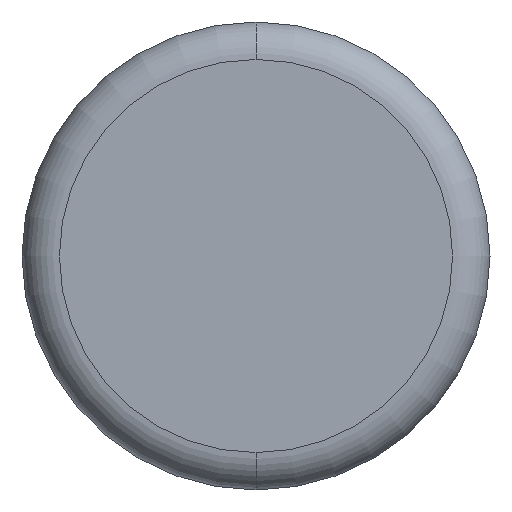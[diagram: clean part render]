
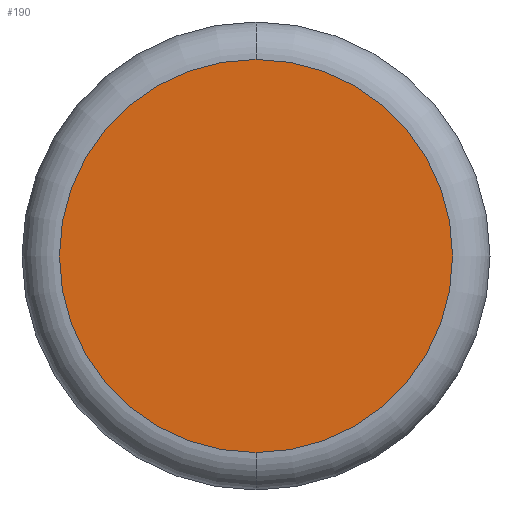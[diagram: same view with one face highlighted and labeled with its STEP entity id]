
A CAD part, front view. The second image highlights one B-rep face of the part: STEP entity #190.
In plain terms, the highlighted planar face has unit normal (0, -1, 0).
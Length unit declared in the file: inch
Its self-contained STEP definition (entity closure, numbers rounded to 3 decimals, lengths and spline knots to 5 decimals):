
#4 = DIRECTION ( 'NONE',  ( 0., -1., 0. ) ) ;
#33 = PLANE ( 'NONE',  #435 ) ;
#42 = ORIENTED_EDGE ( 'NONE', *, *, #393, .T. ) ;
#55 = CIRCLE ( 'NONE', #546, 0.1575 ) ;
#77 = CARTESIAN_POINT ( 'NONE',  ( 0., 0., -0.1575 ) ) ;
#97 = VERTEX_POINT ( 'NONE', #77 ) ;
#158 = DIRECTION ( 'NONE',  ( 0., 0., -1. ) ) ;
#181 = AXIS2_PLACEMENT_3D ( 'NONE', #535, #211, #158 ) ;
#190 = ADVANCED_FACE ( 'NONE', ( #494 ), #33, .T. ) ;
#194 = DIRECTION ( 'NONE',  ( 0., 0., -1. ) ) ;
#211 = DIRECTION ( 'NONE',  ( 0., -1., 0. ) ) ;
#217 = CARTESIAN_POINT ( 'NONE',  ( 0., 0., 0.1575 ) ) ;
#222 = CIRCLE ( 'NONE', #181, 0.1575 ) ;
#238 = CARTESIAN_POINT ( 'NONE',  ( 0., 0., 0. ) ) ;
#248 = VERTEX_POINT ( 'NONE', #217 ) ;
#250 = CARTESIAN_POINT ( 'NONE',  ( 0., 0., 0. ) ) ;
#319 = ORIENTED_EDGE ( 'NONE', *, *, #536, .T. ) ;
#351 = DIRECTION ( 'NONE',  ( 0., -1., 0. ) ) ;
#393 = EDGE_CURVE ( 'NONE', #248, #97, #222, .T. ) ;
#435 = AXIS2_PLACEMENT_3D ( 'NONE', #250, #351, #466 ) ;
#450 = EDGE_LOOP ( 'NONE', ( #319, #42 ) ) ;
#466 = DIRECTION ( 'NONE',  ( 0., 0., -1. ) ) ;
#494 = FACE_OUTER_BOUND ( 'NONE', #450, .T. ) ;
#535 = CARTESIAN_POINT ( 'NONE',  ( 0., 0., 0. ) ) ;
#536 = EDGE_CURVE ( 'NONE', #97, #248, #55, .T. ) ;
#546 = AXIS2_PLACEMENT_3D ( 'NONE', #238, #4, #194 ) ;
